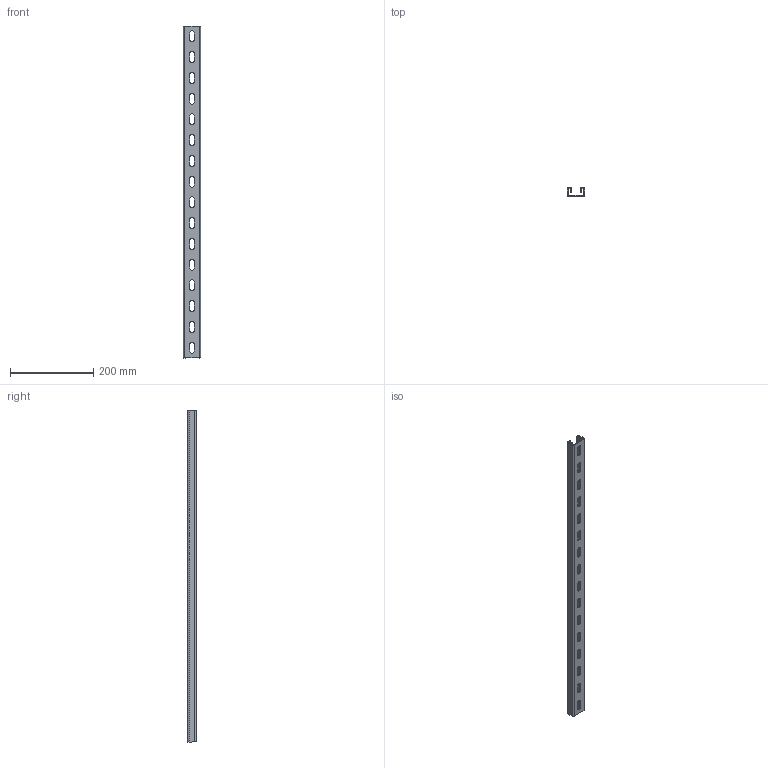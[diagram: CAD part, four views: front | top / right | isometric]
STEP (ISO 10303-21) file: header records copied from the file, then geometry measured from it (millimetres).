
FILE_DESCRIPTION (( 'STEP AP203' ), '1' );
FILE_NAME ('Ïðîôèëü C-îáðàçíûé 21_BPL2108.STEP', '2012-11-16T08:10:19', ( 'Àñååâ' ), ( '' ), 'SwSTEP 2.0', 'SolidWorks 2012', '' );
FILE_SCHEMA (( 'CONFIG_CONTROL_DESIGN' ));
Length unit declared in the file: millimetre
Products named in the file (1): Ïðîôèëü C-îáðàçíûé 21_BPL2108
Bounding box: 41 x 21 x 800 mm (x, y, z)
Volume: 120865.6 mm3; surface area: 165455.6 mm2
Topology: 1 solids, 1 shells, 94 faces, 276 edges, 184 vertices
Faces by surface type: plane 50, cylinder 44
Entity records: 3289 total; most frequent: CARTESIAN_POINT 555, DIRECTION 554, ORIENTED_EDGE 552, EDGE_CURVE 276, LINE 188, VECTOR 188, VERTEX_POINT 184, AXIS2_PLACEMENT_3D 183
